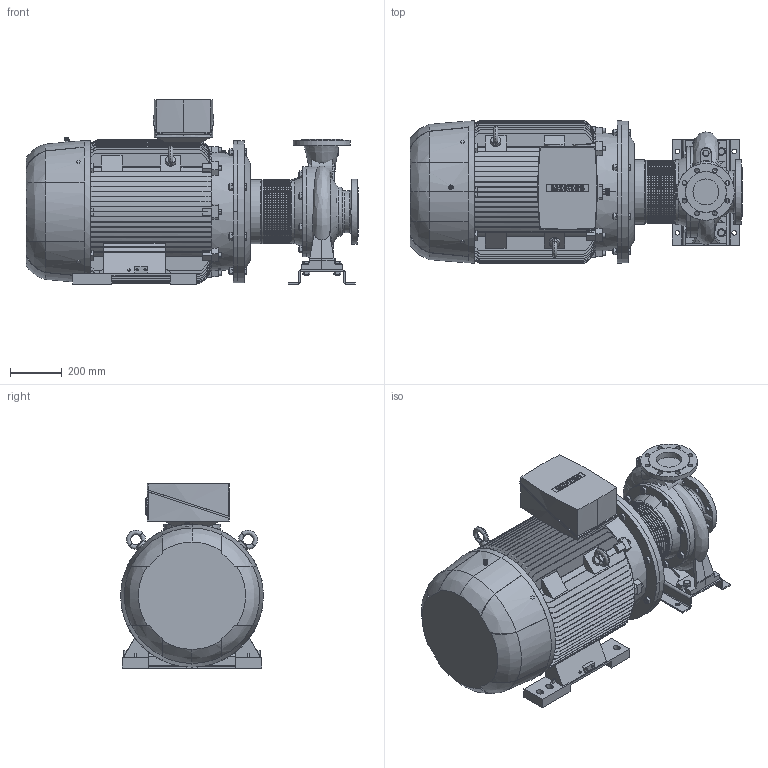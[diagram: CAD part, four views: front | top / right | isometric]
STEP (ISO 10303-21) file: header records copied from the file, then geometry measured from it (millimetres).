
FILE_DESCRIPTION(('STEP AP214'),'2;1');
FILE_NAME('4_93_446_12_REV01.STEP','2019-04-01T17:39:53',(''),(''),'2016.1.120','THINKDESIGN','');
FILE_SCHEMA(('AUTOMOTIVE_DESIGN'));
Length unit declared in the file: millimetre
Products named in the file (11): 1_66_072_CZ_semplificato; 1_66_231_LAVNM80_100-250_semplificato; 1LE1503-2DA03; M16x2_ingombro; M16x60_UNI_5739_ingombri3D; G3_8x9_fake; NM_90_260x55x410; M16x45_UNI_5739_ingombri3D; M16_17x30x3; 4_66_599_REV00_pelle; 4_93_446_12_REV01
Assembly tree (50 placements, depth 2):
  4_93_446_12_REV01
    1_66_072_CZ_semplificato
    1_66_231_LAVNM80_100-250_semplificato
    1LE1503-2DA03
    M16x2_ingombro  x27
    M16x60_UNI_5739_ingombri3D  x8
    G3_8x9_fake  x2
    NM_90_260x55x410
    M16x45_UNI_5739_ingombri3D  x4
    M16_17x30x3  x4
    4_66_599_REV00_pelle
Bounding box: 1285.81 x 556 x 713 mm (x, y, z)
Volume: 207095635.7 mm3; surface area: 7397951.6 mm2
Topology: 49 solids, 49 shells, 2423 faces, 10525 edges, 9021 vertices
Faces by surface type: plane 1286, bspline 672, cylinder 465
Full cylindrical faces by diameter (mm): 14 x27, 16 x36, 17 x4, 18 x24, 20 x2, 22 x2, 24 x2, 30 x4, 79.5 x1, 100 x1, 125 x1, 188 x1, 220 x1, 246 x1
Entity records: 183425 total; most frequent: CARTESIAN_POINT 104726, DIRECTION 13360, ORIENTED_EDGE 9332, EDGE_CURVE 4666, VECTOR 4548, LINE 4548, AXIS2_PLACEMENT_3D 4406, TRIMMED_CURVE 3703
